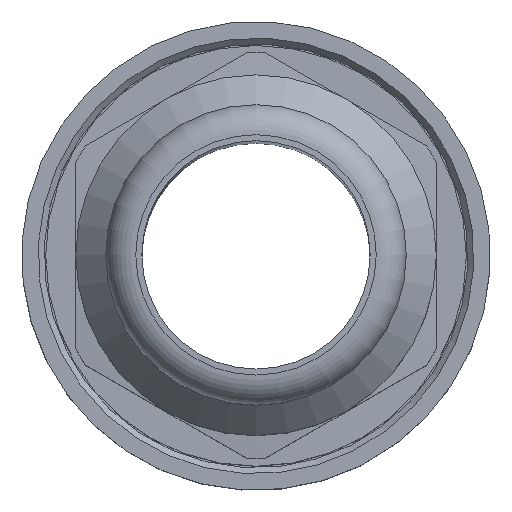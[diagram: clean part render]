
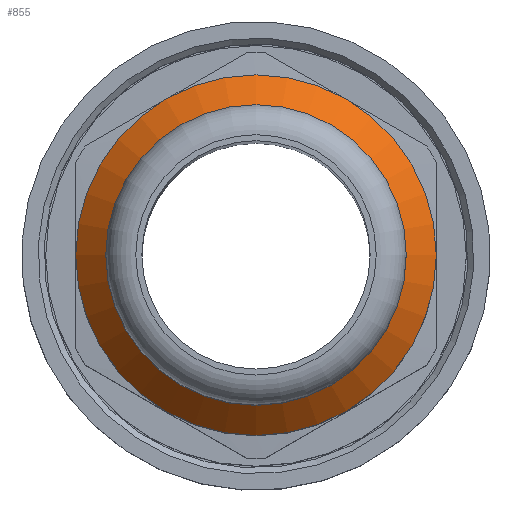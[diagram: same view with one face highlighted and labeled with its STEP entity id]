
A CAD part, top view. The second image highlights one B-rep face of the part: STEP entity #855.
In plain terms, the highlighted conical face has half-angle 45 degrees and reference radius 5.5 mm.
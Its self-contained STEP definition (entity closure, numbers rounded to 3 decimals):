
#86=FACE_OUTER_BOUND('',#139,.T.);
#139=EDGE_LOOP('',(#587,#588,#589,#590,#591,#592));
#195=LINE('',#1393,#226);
#226=VECTOR('',#1099,5.5);
#262=CIRCLE('',#938,5.);
#263=CIRCLE('',#939,6.);
#264=CIRCLE('',#940,6.);
#265=CIRCLE('',#941,5.);
#346=VERTEX_POINT('',#1389);
#347=VERTEX_POINT('',#1390);
#348=VERTEX_POINT('',#1392);
#349=VERTEX_POINT('',#1394);
#442=EDGE_CURVE('',#346,#347,#262,.T.);
#443=EDGE_CURVE('',#347,#348,#195,.T.);
#444=EDGE_CURVE('',#349,#348,#263,.T.);
#445=EDGE_CURVE('',#348,#349,#264,.T.);
#446=EDGE_CURVE('',#347,#346,#265,.T.);
#587=ORIENTED_EDGE('',*,*,#442,.T.);
#588=ORIENTED_EDGE('',*,*,#443,.T.);
#589=ORIENTED_EDGE('',*,*,#444,.F.);
#590=ORIENTED_EDGE('',*,*,#445,.F.);
#591=ORIENTED_EDGE('',*,*,#443,.F.);
#592=ORIENTED_EDGE('',*,*,#446,.T.);
#828=CONICAL_SURFACE('',#937,5.5,0.785);
#855=ADVANCED_FACE('',(#86),#828,.T.);
#937=AXIS2_PLACEMENT_3D('',#1388,#1095,#1096);
#938=AXIS2_PLACEMENT_3D('',#1391,#1097,#1098);
#939=AXIS2_PLACEMENT_3D('',#1395,#1100,#1101);
#940=AXIS2_PLACEMENT_3D('',#1396,#1102,#1103);
#941=AXIS2_PLACEMENT_3D('',#1397,#1104,#1105);
#1095=DIRECTION('center_axis',(0.,0.,-1.));
#1096=DIRECTION('ref_axis',(0.,1.,0.));
#1097=DIRECTION('center_axis',(0.,0.,-1.));
#1098=DIRECTION('ref_axis',(1.,0.,0.));
#1099=DIRECTION('',(0.,-0.707,-0.707));
#1100=DIRECTION('center_axis',(0.,0.,-1.));
#1101=DIRECTION('ref_axis',(1.,0.,0.));
#1102=DIRECTION('center_axis',(0.,0.,-1.));
#1103=DIRECTION('ref_axis',(1.,0.,0.));
#1104=DIRECTION('center_axis',(0.,0.,-1.));
#1105=DIRECTION('ref_axis',(1.,0.,0.));
#1388=CARTESIAN_POINT('Origin',(0.,0.,18.));
#1389=CARTESIAN_POINT('',(0.,5.,18.5));
#1390=CARTESIAN_POINT('',(0.,-5.,18.5));
#1391=CARTESIAN_POINT('Origin',(0.,0.,18.5));
#1392=CARTESIAN_POINT('',(0.,-6.,17.5));
#1393=CARTESIAN_POINT('',(0.,-5.5,18.));
#1394=CARTESIAN_POINT('',(0.,6.,17.5));
#1395=CARTESIAN_POINT('Origin',(0.,0.,17.5));
#1396=CARTESIAN_POINT('Origin',(0.,0.,17.5));
#1397=CARTESIAN_POINT('Origin',(0.,0.,18.5));
